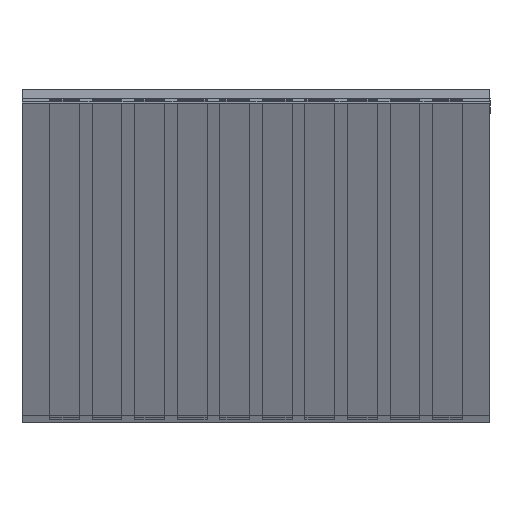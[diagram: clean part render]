
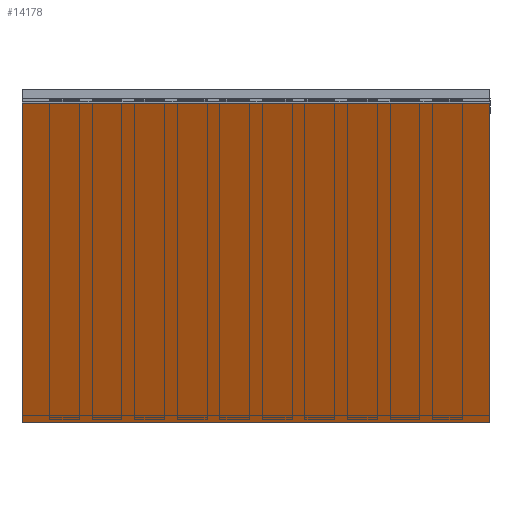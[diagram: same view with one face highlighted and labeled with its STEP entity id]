
A CAD part, left-side view. The second image highlights one B-rep face of the part: STEP entity #14178.
In plain terms, the highlighted planar face has unit normal (-0.909, 0, -0.416).
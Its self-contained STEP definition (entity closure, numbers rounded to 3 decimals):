
#565=ORIENTED_EDGE('',*,*,#3390,.F.);
#566=ORIENTED_EDGE('',*,*,#3562,.F.);
#567=ORIENTED_EDGE('',*,*,#3384,.T.);
#568=ORIENTED_EDGE('',*,*,#3563,.T.);
#3384=EDGE_CURVE('',#4934,#4933,#5968,.T.);
#3390=EDGE_CURVE('',#4938,#4939,#5974,.T.);
#3562=EDGE_CURVE('',#4934,#4938,#6146,.T.);
#3563=EDGE_CURVE('',#4933,#4939,#6147,.T.);
#4933=VERTEX_POINT('',#18081);
#4934=VERTEX_POINT('',#18083);
#4938=VERTEX_POINT('',#18093);
#4939=VERTEX_POINT('',#18095);
#5968=LINE('',#18082,#7528);
#5974=LINE('',#18094,#7534);
#6146=LINE('',#18416,#7706);
#6147=LINE('',#18418,#7707);
#7528=VECTOR('',#15359,1000.);
#7534=VECTOR('',#15367,1000.);
#7706=VECTOR('',#15619,1000.);
#7707=VECTOR('',#15622,1000.);
#8995=EDGE_LOOP('',(#565,#566,#567,#568));
#9513=FACE_BOUND('',#8995,.T.);
#10031=PLANE('',#14703);
#14178=ADVANCED_FACE('',(#9513),#10031,.T.);
#14703=AXIS2_PLACEMENT_3D('',#18417,#15620,#15621);
#15359=DIRECTION('',(0.416,0.,-0.909));
#15367=DIRECTION('',(0.416,0.,-0.909));
#15619=DIRECTION('',(0.,-1.,0.));
#15620=DIRECTION('',(-0.909,0.,-0.416));
#15621=DIRECTION('',(-0.416,0.,0.909));
#15622=DIRECTION('',(0.,-1.,0.));
#18081=CARTESIAN_POINT('',(38.34,11.,-7.58));
#18082=CARTESIAN_POINT('',(38.34,11.,-7.58));
#18083=CARTESIAN_POINT('',(34.902,11.,-0.075));
#18093=CARTESIAN_POINT('',(34.902,0.,-0.075));
#18094=CARTESIAN_POINT('',(38.34,0.,-7.58));
#18095=CARTESIAN_POINT('',(38.34,0.,-7.58));
#18416=CARTESIAN_POINT('',(34.902,11.,-0.075));
#18417=CARTESIAN_POINT('',(38.34,11.,-7.58));
#18418=CARTESIAN_POINT('',(38.34,11.,-7.58));
